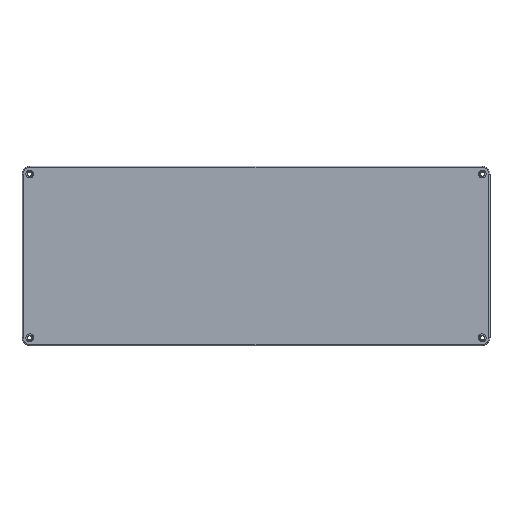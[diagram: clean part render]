
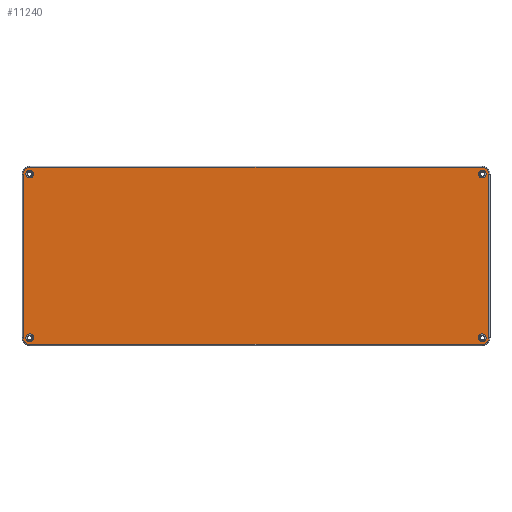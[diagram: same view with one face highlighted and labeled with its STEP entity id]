
A CAD part, top view. The second image highlights one B-rep face of the part: STEP entity #11240.
In plain terms, the highlighted planar face has unit normal (0, 0, 1).
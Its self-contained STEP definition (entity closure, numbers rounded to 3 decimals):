
#9781=CARTESIAN_POINT('',(290.,-105.,20.));
#9782=DIRECTION('',(0.,0.,1.));
#9783=DIRECTION('',(0.,-1.,0.));
#9784=AXIS2_PLACEMENT_3D('',#9781,#9782,#9783);
#9805=CARTESIAN_POINT('',(-290.,-105.,20.));
#9806=DIRECTION('',(0.,0.,-1.));
#9807=DIRECTION('',(-1.,0.,0.));
#9808=AXIS2_PLACEMENT_3D('',#9805,#9806,#9807);
#9813=CARTESIAN_POINT('',(-290.,-105.,20.));
#9814=DIRECTION('',(0.,0.,-1.));
#9815=DIRECTION('',(1.,0.,0.));
#9816=AXIS2_PLACEMENT_3D('',#9813,#9814,#9815);
#9821=CARTESIAN_POINT('',(-290.,105.,20.));
#9822=DIRECTION('',(0.,0.,-1.));
#9823=DIRECTION('',(-1.,0.,0.));
#9824=AXIS2_PLACEMENT_3D('',#9821,#9822,#9823);
#9829=CARTESIAN_POINT('',(-290.,105.,20.));
#9830=DIRECTION('',(0.,0.,-1.));
#9831=DIRECTION('',(1.,0.,0.));
#9832=AXIS2_PLACEMENT_3D('',#9829,#9830,#9831);
#9837=CARTESIAN_POINT('',(290.,105.,20.));
#9838=DIRECTION('',(0.,0.,-1.));
#9839=DIRECTION('',(-1.,0.,0.));
#9840=AXIS2_PLACEMENT_3D('',#9837,#9838,#9839);
#9845=CARTESIAN_POINT('',(290.,105.,20.));
#9846=DIRECTION('',(0.,0.,-1.));
#9847=DIRECTION('',(1.,0.,0.));
#9848=AXIS2_PLACEMENT_3D('',#9845,#9846,#9847);
#9853=CARTESIAN_POINT('',(290.,-105.,20.));
#9854=DIRECTION('',(0.,0.,-1.));
#9855=DIRECTION('',(-1.,0.,0.));
#9856=AXIS2_PLACEMENT_3D('',#9853,#9854,#9855);
#9861=CARTESIAN_POINT('',(290.,-105.,20.));
#9862=DIRECTION('',(0.,0.,-1.));
#9863=DIRECTION('',(1.,0.,0.));
#9864=AXIS2_PLACEMENT_3D('',#9861,#9862,#9863);
#10109=DIRECTION('',(1.,0.,0.));
#10110=VECTOR('',#10109,580.);
#10111=CARTESIAN_POINT('',(-290.,-113.5,20.));
#10112=LINE('',#10111,#10110);
#10145=CARTESIAN_POINT('',(-290.,-105.,20.));
#10146=DIRECTION('',(0.,0.,1.));
#10147=DIRECTION('',(-1.,0.,0.));
#10148=AXIS2_PLACEMENT_3D('',#10145,#10146,#10147);
#10169=DIRECTION('',(0.,-1.,0.));
#10170=VECTOR('',#10169,210.);
#10171=CARTESIAN_POINT('',(-298.5,105.,20.));
#10172=LINE('',#10171,#10170);
#10205=CARTESIAN_POINT('',(-290.,105.,20.));
#10206=DIRECTION('',(0.,0.,1.));
#10207=DIRECTION('',(0.,1.,0.));
#10208=AXIS2_PLACEMENT_3D('',#10205,#10206,#10207);
#10229=DIRECTION('',(-1.,0.,0.));
#10230=VECTOR('',#10229,580.);
#10231=CARTESIAN_POINT('',(290.,113.5,20.));
#10232=LINE('',#10231,#10230);
#10265=CARTESIAN_POINT('',(290.,105.,20.));
#10266=DIRECTION('',(0.,0.,1.));
#10267=DIRECTION('',(1.,0.,0.));
#10268=AXIS2_PLACEMENT_3D('',#10265,#10266,#10267);
#10289=DIRECTION('',(0.,1.,0.));
#10290=VECTOR('',#10289,210.);
#10291=CARTESIAN_POINT('',(298.5,-105.,20.));
#10292=LINE('',#10291,#10290);
#10954=CARTESIAN_POINT('',(-295.,-105.,20.));
#10955=CARTESIAN_POINT('',(-285.,-105.,20.));
#10956=VERTEX_POINT('',#10954);
#10957=VERTEX_POINT('',#10955);
#10962=CARTESIAN_POINT('',(-295.,105.,20.));
#10963=CARTESIAN_POINT('',(-285.,105.,20.));
#10964=VERTEX_POINT('',#10962);
#10965=VERTEX_POINT('',#10963);
#10970=CARTESIAN_POINT('',(285.,105.,20.));
#10971=CARTESIAN_POINT('',(295.,105.,20.));
#10972=VERTEX_POINT('',#10970);
#10973=VERTEX_POINT('',#10971);
#10978=CARTESIAN_POINT('',(285.,-105.,20.));
#10979=CARTESIAN_POINT('',(295.,-105.,20.));
#10980=VERTEX_POINT('',#10978);
#10981=VERTEX_POINT('',#10979);
#11014=CARTESIAN_POINT('',(290.,-113.5,20.));
#11015=CARTESIAN_POINT('',(298.5,-105.,20.));
#11016=VERTEX_POINT('',#11014);
#11017=VERTEX_POINT('',#11015);
#11022=CARTESIAN_POINT('',(298.5,105.,20.));
#11023=VERTEX_POINT('',#11022);
#11026=CARTESIAN_POINT('',(290.,113.5,20.));
#11027=VERTEX_POINT('',#11026);
#11030=CARTESIAN_POINT('',(-290.,113.5,20.));
#11031=VERTEX_POINT('',#11030);
#11034=CARTESIAN_POINT('',(-298.5,105.,20.));
#11035=VERTEX_POINT('',#11034);
#11038=CARTESIAN_POINT('',(-298.5,-105.,20.));
#11039=VERTEX_POINT('',#11038);
#11042=CARTESIAN_POINT('',(-290.,-113.5,20.));
#11043=VERTEX_POINT('',#11042);
#11194=CARTESIAN_POINT('',(0.,0.,20.));
#11195=DIRECTION('',(0.,0.,1.));
#11196=DIRECTION('',(-1.,0.,0.));
#11197=AXIS2_PLACEMENT_3D('',#11194,#11195,#11196);
#11198=PLANE('',#11197);
#11199=ORIENTED_EDGE('',*,*,#11184,.F.);
#11201=ORIENTED_EDGE('',*,*,#11200,.F.);
#11203=ORIENTED_EDGE('',*,*,#11202,.F.);
#11205=ORIENTED_EDGE('',*,*,#11204,.F.);
#11207=ORIENTED_EDGE('',*,*,#11206,.F.);
#11209=ORIENTED_EDGE('',*,*,#11208,.F.);
#11211=ORIENTED_EDGE('',*,*,#11210,.F.);
#11213=ORIENTED_EDGE('',*,*,#11212,.F.);
#11214=EDGE_LOOP('',(#11199,#11201,#11203,#11205,#11207,#11209,#11211,#11213));
#11215=FACE_OUTER_BOUND('',#11214,.F.);
#11217=ORIENTED_EDGE('',*,*,#11216,.F.);
#11219=ORIENTED_EDGE('',*,*,#11218,.F.);
#11220=EDGE_LOOP('',(#11217,#11219));
#11221=FACE_BOUND('',#11220,.F.);
#11223=ORIENTED_EDGE('',*,*,#11222,.F.);
#11225=ORIENTED_EDGE('',*,*,#11224,.F.);
#11226=EDGE_LOOP('',(#11223,#11225));
#11227=FACE_BOUND('',#11226,.F.);
#11229=ORIENTED_EDGE('',*,*,#11228,.F.);
#11231=ORIENTED_EDGE('',*,*,#11230,.F.);
#11232=EDGE_LOOP('',(#11229,#11231));
#11233=FACE_BOUND('',#11232,.F.);
#11235=ORIENTED_EDGE('',*,*,#11234,.F.);
#11237=ORIENTED_EDGE('',*,*,#11236,.F.);
#11238=EDGE_LOOP('',(#11235,#11237));
#11239=FACE_BOUND('',#11238,.F.);
#11240=ADVANCED_FACE('',(#11215,#11221,#11227,#11233,#11239),#11198,.T.);
#9785=CIRCLE('',#9784,8.5);
#9809=CIRCLE('',#9808,5.);
#9817=CIRCLE('',#9816,5.);
#9825=CIRCLE('',#9824,5.);
#9833=CIRCLE('',#9832,5.);
#9841=CIRCLE('',#9840,5.);
#9849=CIRCLE('',#9848,5.);
#9857=CIRCLE('',#9856,5.);
#9865=CIRCLE('',#9864,5.);
#10149=CIRCLE('',#10148,8.5);
#10209=CIRCLE('',#10208,8.5);
#10269=CIRCLE('',#10268,8.5);
#11184=EDGE_CURVE('',#11016,#11017,#9785,.T.);
#11200=EDGE_CURVE('',#11043,#11016,#10112,.T.);
#11202=EDGE_CURVE('',#11039,#11043,#10149,.T.);
#11204=EDGE_CURVE('',#11035,#11039,#10172,.T.);
#11206=EDGE_CURVE('',#11031,#11035,#10209,.T.);
#11208=EDGE_CURVE('',#11027,#11031,#10232,.T.);
#11210=EDGE_CURVE('',#11023,#11027,#10269,.T.);
#11212=EDGE_CURVE('',#11017,#11023,#10292,.T.);
#11216=EDGE_CURVE('',#10956,#10957,#9809,.T.);
#11218=EDGE_CURVE('',#10957,#10956,#9817,.T.);
#11222=EDGE_CURVE('',#10964,#10965,#9825,.T.);
#11224=EDGE_CURVE('',#10965,#10964,#9833,.T.);
#11228=EDGE_CURVE('',#10972,#10973,#9841,.T.);
#11230=EDGE_CURVE('',#10973,#10972,#9849,.T.);
#11234=EDGE_CURVE('',#10980,#10981,#9857,.T.);
#11236=EDGE_CURVE('',#10981,#10980,#9865,.T.);
